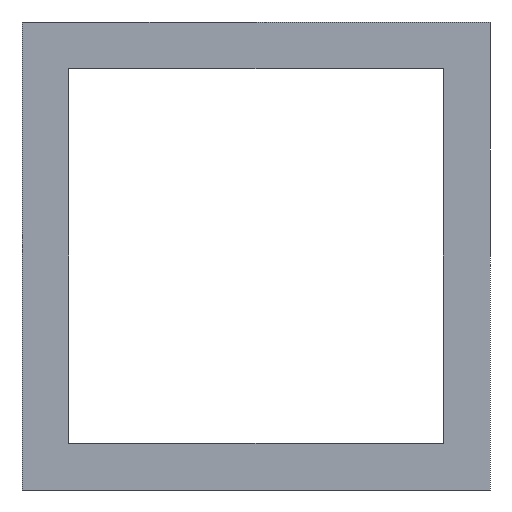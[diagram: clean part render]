
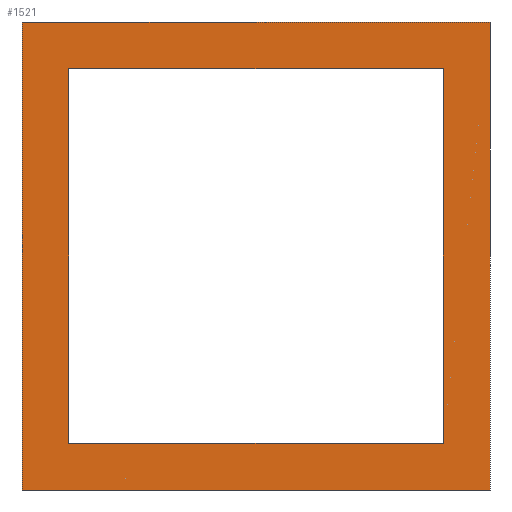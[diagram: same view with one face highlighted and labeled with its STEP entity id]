
A CAD part, left-side view. The second image highlights one B-rep face of the part: STEP entity #1521.
In plain terms, the highlighted planar face has unit normal (-1, 0, 0).
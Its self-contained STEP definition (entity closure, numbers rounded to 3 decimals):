
#3 = CARTESIAN_POINT ( 'NONE',  ( -160., 697., 8. ) ) ;
#37 = ORIENTED_EDGE ( 'NONE', *, *, #543, .F. ) ;
#47 = CARTESIAN_POINT ( 'NONE',  ( -160., 715., 10. ) ) ;
#52 = VERTEX_POINT ( 'NONE', #644 ) ;
#69 = EDGE_CURVE ( 'NONE', #886, #576, #1223, .T. ) ;
#77 = EDGE_CURVE ( 'NONE', #768, #52, #749, .T. ) ;
#89 = VECTOR ( 'NONE', #1150, 1000. ) ;
#102 = EDGE_LOOP ( 'NONE', ( #1248, #37, #1411, #1436 ) ) ;
#105 = CARTESIAN_POINT ( 'NONE',  ( -160., 713., 8. ) ) ;
#146 = CARTESIAN_POINT ( 'NONE',  ( -160., 695., 10. ) ) ;
#159 = VECTOR ( 'NONE', #278, 1000. ) ;
#165 = AXIS2_PLACEMENT_3D ( 'NONE', #1525, #333, #805 ) ;
#170 = ORIENTED_EDGE ( 'NONE', *, *, #821, .F. ) ;
#178 = LINE ( 'NONE', #1387, #89 ) ;
#257 = VERTEX_POINT ( 'NONE', #1281 ) ;
#272 = CARTESIAN_POINT ( 'NONE',  ( -160., 0., 10. ) ) ;
#278 = DIRECTION ( 'NONE',  ( 0., 0., -1. ) ) ;
#299 = DIRECTION ( 'NONE',  ( 0., 0., -1. ) ) ;
#321 = CARTESIAN_POINT ( 'NONE',  ( -160., 0., -8. ) ) ;
#333 = DIRECTION ( 'NONE',  ( 1., 0., 0. ) ) ;
#432 = VECTOR ( 'NONE', #1291, 1000. ) ;
#446 = LINE ( 'NONE', #321, #1236 ) ;
#474 = EDGE_CURVE ( 'NONE', #723, #257, #745, .T. ) ;
#480 = CARTESIAN_POINT ( 'NONE',  ( -160., 0., -10. ) ) ;
#543 = EDGE_CURVE ( 'NONE', #715, #1490, #1371, .T. ) ;
#562 = ORIENTED_EDGE ( 'NONE', *, *, #755, .T. ) ;
#576 = VERTEX_POINT ( 'NONE', #1146 ) ;
#624 = EDGE_CURVE ( 'NONE', #1490, #257, #446, .T. ) ;
#641 = LINE ( 'NONE', #272, #987 ) ;
#644 = CARTESIAN_POINT ( 'NONE',  ( -160., 715., -10. ) ) ;
#715 = VERTEX_POINT ( 'NONE', #105 ) ;
#719 = CARTESIAN_POINT ( 'NONE',  ( -160., 715., 10. ) ) ;
#723 = VERTEX_POINT ( 'NONE', #3 ) ;
#745 = LINE ( 'NONE', #975, #1488 ) ;
#749 = LINE ( 'NONE', #47, #935 ) ;
#755 = EDGE_CURVE ( 'NONE', #52, #576, #1058, .T. ) ;
#761 = DIRECTION ( 'NONE',  ( 0., -1., 0. ) ) ;
#768 = VERTEX_POINT ( 'NONE', #719 ) ;
#805 = DIRECTION ( 'NONE',  ( 0., 0., -1. ) ) ;
#821 = EDGE_CURVE ( 'NONE', #768, #886, #641, .T. ) ;
#848 = FACE_OUTER_BOUND ( 'NONE', #947, .T. ) ;
#886 = VERTEX_POINT ( 'NONE', #146 ) ;
#903 = DIRECTION ( 'NONE',  ( 0., -1., 0. ) ) ;
#917 = ORIENTED_EDGE ( 'NONE', *, *, #69, .F. ) ;
#935 = VECTOR ( 'NONE', #1228, 1000. ) ;
#947 = EDGE_LOOP ( 'NONE', ( #562, #917, #170, #1077 ) ) ;
#975 = CARTESIAN_POINT ( 'NONE',  ( -160., 697., 10. ) ) ;
#987 = VECTOR ( 'NONE', #761, 1000. ) ;
#997 = CARTESIAN_POINT ( 'NONE',  ( -160., 713., 10. ) ) ;
#1040 = CARTESIAN_POINT ( 'NONE',  ( -160., 713., -8. ) ) ;
#1058 = LINE ( 'NONE', #480, #432 ) ;
#1077 = ORIENTED_EDGE ( 'NONE', *, *, #77, .T. ) ;
#1146 = CARTESIAN_POINT ( 'NONE',  ( -160., 695., -10. ) ) ;
#1150 = DIRECTION ( 'NONE',  ( 0., -1., 0. ) ) ;
#1176 = PLANE ( 'NONE',  #165 ) ;
#1223 = LINE ( 'NONE', #1353, #159 ) ;
#1226 = DIRECTION ( 'NONE',  ( 0., 0., -1. ) ) ;
#1228 = DIRECTION ( 'NONE',  ( 0., 0., -1. ) ) ;
#1236 = VECTOR ( 'NONE', #903, 1000. ) ;
#1248 = ORIENTED_EDGE ( 'NONE', *, *, #624, .F. ) ;
#1281 = CARTESIAN_POINT ( 'NONE',  ( -160., 697., -8. ) ) ;
#1284 = FACE_BOUND ( 'NONE', #102, .T. ) ;
#1291 = DIRECTION ( 'NONE',  ( 0., -1., 0. ) ) ;
#1353 = CARTESIAN_POINT ( 'NONE',  ( -160., 695., 10. ) ) ;
#1371 = LINE ( 'NONE', #997, #1413 ) ;
#1375 = EDGE_CURVE ( 'NONE', #715, #723, #178, .T. ) ;
#1387 = CARTESIAN_POINT ( 'NONE',  ( -160., 0., 8. ) ) ;
#1411 = ORIENTED_EDGE ( 'NONE', *, *, #1375, .T. ) ;
#1413 = VECTOR ( 'NONE', #299, 1000. ) ;
#1436 = ORIENTED_EDGE ( 'NONE', *, *, #474, .T. ) ;
#1488 = VECTOR ( 'NONE', #1226, 1000. ) ;
#1490 = VERTEX_POINT ( 'NONE', #1040 ) ;
#1521 = ADVANCED_FACE ( 'NONE', ( #848, #1284 ), #1176, .F. ) ;
#1525 = CARTESIAN_POINT ( 'NONE',  ( -160., 0., 10. ) ) ;
